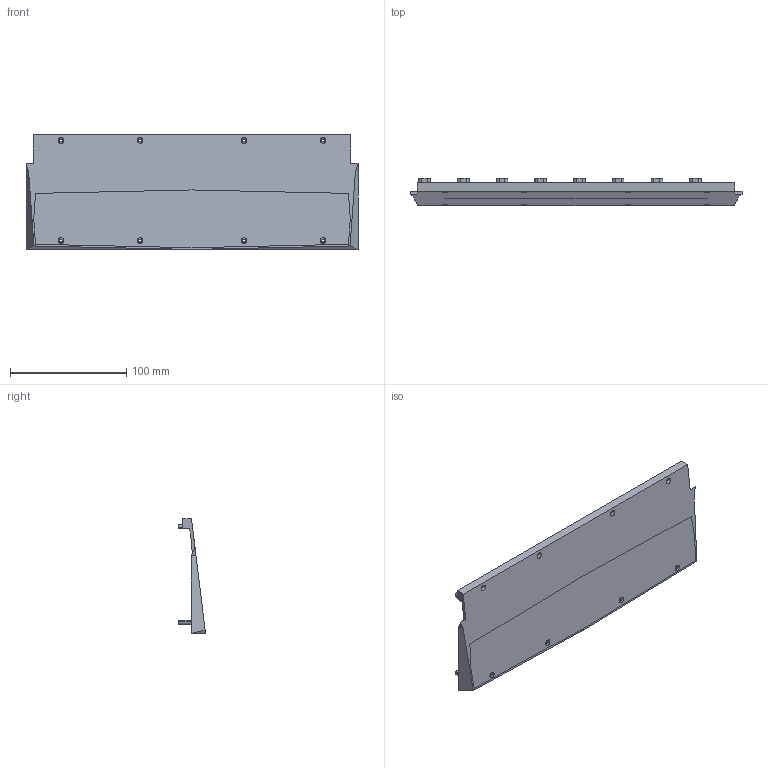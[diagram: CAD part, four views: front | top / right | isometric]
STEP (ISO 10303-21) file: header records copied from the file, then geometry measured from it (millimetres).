
FILE_DESCRIPTION(/* description */ (''),/* implementation_level */ '2;1');
FILE_NAME(/* name */ 'Bottom Case Badge.step',/* time_stamp */ '2025-10-19T00:12:15-04:00',/* author */ (''),/* organization */ (''),/* preprocessor_version */ 'ST-DEVELOPER v20.1',/* originating_system */ 'Autodesk Translation Framework v14.17.0.0',/* authorisation */ '');
FILE_SCHEMA (('AUTOMOTIVE_DESIGN { 1 0 10303 214 3 1 1 }'));
Length unit declared in the file: millimetre
Products named in the file (2): badge; bottom case
Assembly tree (1 placements, depth 2):
  badge
    bottom case
Bounding box: 285.27 x 23.21 x 98.7 mm (x, y, z)
Volume: 150131.6 mm3; surface area: 96928.2 mm2
Topology: 2 solids, 2 shells, 170 faces, 463 edges, 306 vertices
Faces by surface type: plane 118, cylinder 52
Full cylindrical faces by diameter (mm): 2.4 x12, 5 x8
Entity records: 5436 total; most frequent: CARTESIAN_POINT 942, ORIENTED_EDGE 926, DIRECTION 913, EDGE_CURVE 463, LINE 359, VECTOR 359, VERTEX_POINT 306, AXIS2_PLACEMENT_3D 277
